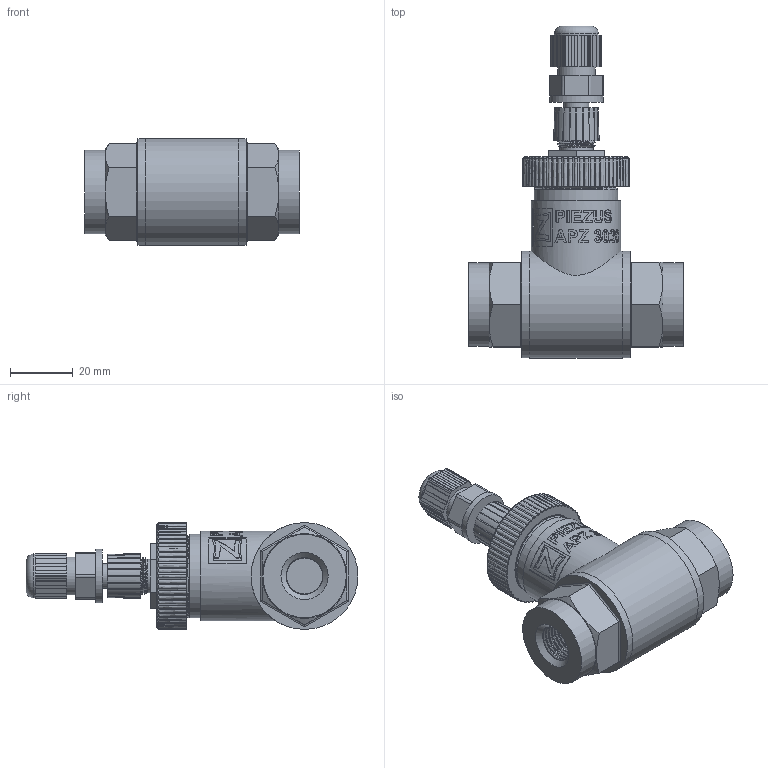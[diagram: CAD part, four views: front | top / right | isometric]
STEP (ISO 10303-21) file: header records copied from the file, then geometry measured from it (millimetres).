
FILE_DESCRIPTION(/* description */ (''),/* implementation_level */ '2;1');
FILE_NAME(/* name */ 'APZ3020_G1''4-internal-axial_M12x1-straight.step',/* time_stamp */ '2021-07-28T15:19:47+03:00',/* author */ (''),/* organization */ (''),/* preprocessor_version */ 'ST-DEVELOPER v18.1',/* originating_system */ 'Autodesk Translation Framework v10.9.0.1377',/* authorisation */ '');
FILE_SCHEMA (('AUTOMOTIVE_DESIGN { 1 0 10303 214 3 1 1 }'));
Length unit declared in the file: millimetre
Products named in the file (8): АПЗ 3020 - filled; G 1\4 internal; shell; shell2; nut M27x1.5 v8; nut2; M12x1 male v16; M12x1 female straight v9
Assembly tree (7 placements, depth 2):
  АПЗ 3020 - filled
    G 1\4 internal
    shell
    shell2
    nut M27x1.5 v8
    nut2
    M12x1 male v16
    M12x1 female straight v9
Bounding box: 68.2 x 105.63 x 34 mm (x, y, z)
Volume: 77052.4 mm3; surface area: 32829.7 mm2
Topology: 17 solids, 17 shells, 998 faces, 2742 edges, 1823 vertices
Faces by surface type: bspline 479, plane 278, cylinder 173, cone 58, torus 10
Full cylindrical faces by diameter (mm): 1 x12, 1.5 x4, 7.3 x1, 8 x3, 8.2 x1, 10.293 x1, 10.6 x2, 10.741 x6, 11.884 x5, 12 x1, 13.157 x10, 13.5 x2, 14 x2, 14.137 x4, 14.526 x3, 15.85 x3, 16.203 x3, 17 x1, 21.4 x2, 22.3 x1, 23.6 x1, 24 x3, 24.5 x2, 24.6 x4, 25.132 x4, 25.526 x4, 26.5 x7, 27.208 x5, 28.5 x1, 30 x2
Entity records: 60287 total; most frequent: CARTESIAN_POINT 38497, ORIENTED_EDGE 5476, DIRECTION 2809, EDGE_CURVE 2738, VERTEX_POINT 1821, B_SPLINE_CURVE_WITH_KNOTS 1271, EDGE_LOOP 1065, LINE 1025
